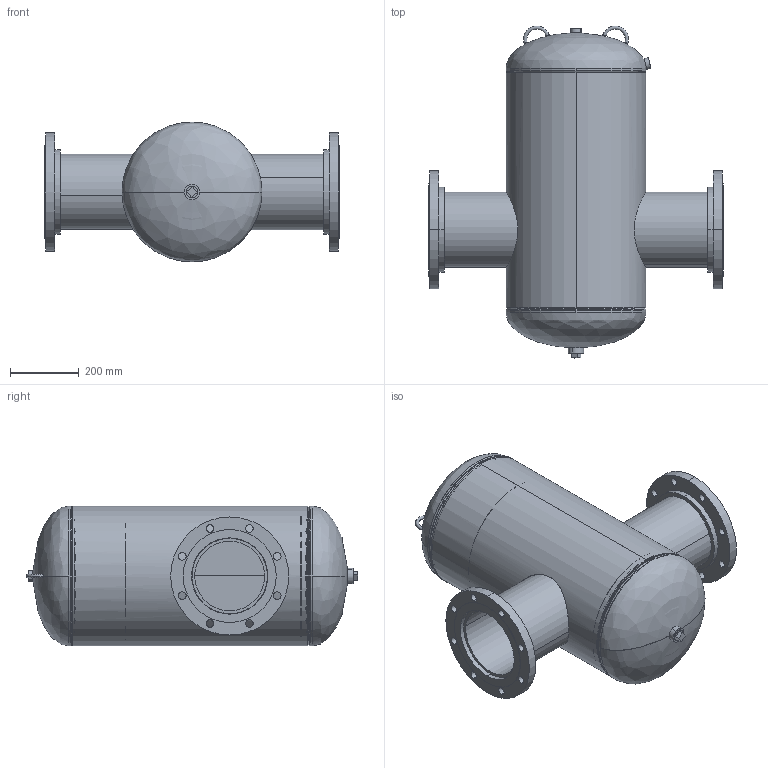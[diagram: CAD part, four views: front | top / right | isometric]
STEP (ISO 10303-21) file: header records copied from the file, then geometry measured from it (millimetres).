
FILE_DESCRIPTION (( 'STEP AP203' ), '1' );
FILE_NAME ('WVAA-8.STEP', '2021-03-18T16:50:38', ( '' ), ( '' ), 'SwSTEP 2.0', 'SolidWorks 2021', '' );
FILE_SCHEMA (( 'CONFIG_CONTROL_DESIGN' ));
Length unit declared in the file: inch
Products named in the file (15): WVAA-8; PLUGS_9500150; 72J0681; 9301120_10; 9200080; 99A0823; 99B1747; 9400540; 9461100; 9500030; 99J0239; 9500050; 99J0238; 9800842_20
Assembly tree (32 placements, depth 3):
  WVAA-8
    99B1747
    9200080
    9200080
    9500030  x2
    9500050
    PLUGS_9500150
    9301120_10  x2
    9461100  x2
    9400540  x2
    72J0681  x2
    99A0823
      99J0238
      99J0239
      9800842_20  x14
Bounding box: 854.08 x 964.39 x 406.4 mm (x, y, z)
Volume: 11576726.8 mm3; surface area: 7683818.6 mm2
Topology: 31 solids, 31 shells, 347 faces, 748 edges, 468 vertices
Faces by surface type: cylinder 176, plane 105, torus 28, cone 26, bspline 12
Entity records: 12639 total; most frequent: CARTESIAN_POINT 5544, DIRECTION 1182, ORIENTED_EDGE 944, AXIS2_PLACEMENT_3D 497, EDGE_CURVE 472, VERTEX_POINT 284, CIRCLE 258, EDGE_LOOP 252
